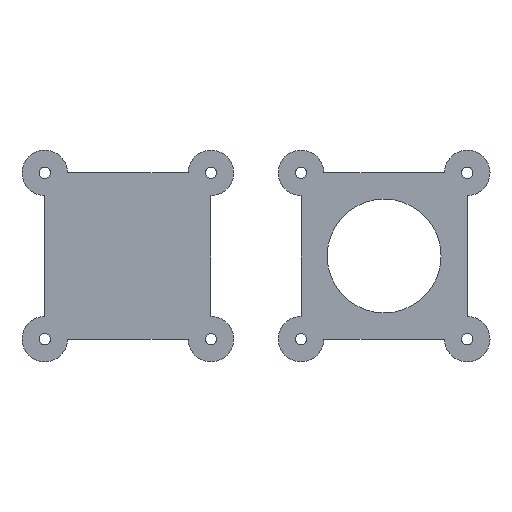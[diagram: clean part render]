
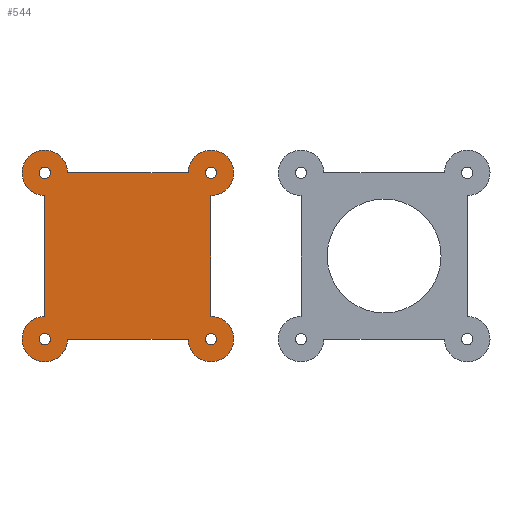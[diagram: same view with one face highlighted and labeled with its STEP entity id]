
A CAD part, top view. The second image highlights one B-rep face of the part: STEP entity #544.
In plain terms, the highlighted planar face has unit normal (0, 0, 1).
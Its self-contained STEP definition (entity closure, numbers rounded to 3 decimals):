
#38=FACE_BOUND('',#99,.T.);
#39=FACE_BOUND('',#100,.T.);
#40=FACE_BOUND('',#101,.T.);
#41=FACE_BOUND('',#102,.T.);
#65=FACE_OUTER_BOUND('',#98,.T.);
#98=EDGE_LOOP('',(#429,#430,#431,#432,#433,#434,#435,#436));
#99=EDGE_LOOP('',(#437));
#100=EDGE_LOOP('',(#438));
#101=EDGE_LOOP('',(#439));
#102=EDGE_LOOP('',(#440));
#133=LINE('',#837,#174);
#137=LINE('',#846,#178);
#140=LINE('',#854,#181);
#147=LINE('',#880,#188);
#174=VECTOR('',#665,10.);
#178=VECTOR('',#675,10.);
#181=VECTOR('',#684,10.);
#188=VECTOR('',#717,10.);
#218=CIRCLE('',#586,4.);
#219=CIRCLE('',#589,4.);
#220=CIRCLE('',#592,4.);
#221=CIRCLE('',#594,1.);
#222=CIRCLE('',#596,1.);
#223=CIRCLE('',#598,1.);
#224=CIRCLE('',#600,1.);
#225=CIRCLE('',#602,4.);
#256=VERTEX_POINT('',#834);
#257=VERTEX_POINT('',#836);
#258=VERTEX_POINT('',#840);
#259=VERTEX_POINT('',#844);
#260=VERTEX_POINT('',#848);
#261=VERTEX_POINT('',#852);
#262=VERTEX_POINT('',#856);
#263=VERTEX_POINT('',#860);
#264=VERTEX_POINT('',#864);
#265=VERTEX_POINT('',#868);
#266=VERTEX_POINT('',#872);
#267=VERTEX_POINT('',#876);
#307=EDGE_CURVE('',#257,#256,#133,.T.);
#310=EDGE_CURVE('',#256,#258,#218,.T.);
#312=EDGE_CURVE('',#258,#259,#137,.T.);
#314=EDGE_CURVE('',#259,#260,#219,.T.);
#316=EDGE_CURVE('',#260,#261,#140,.T.);
#318=EDGE_CURVE('',#261,#262,#220,.T.);
#320=EDGE_CURVE('',#263,#263,#221,.T.);
#322=EDGE_CURVE('',#264,#264,#222,.T.);
#324=EDGE_CURVE('',#265,#265,#223,.T.);
#326=EDGE_CURVE('',#266,#266,#224,.T.);
#327=EDGE_CURVE('',#267,#257,#225,.T.);
#329=EDGE_CURVE('',#262,#267,#147,.T.);
#429=ORIENTED_EDGE('',*,*,#318,.T.);
#430=ORIENTED_EDGE('',*,*,#329,.T.);
#431=ORIENTED_EDGE('',*,*,#327,.T.);
#432=ORIENTED_EDGE('',*,*,#307,.T.);
#433=ORIENTED_EDGE('',*,*,#310,.T.);
#434=ORIENTED_EDGE('',*,*,#312,.T.);
#435=ORIENTED_EDGE('',*,*,#314,.T.);
#436=ORIENTED_EDGE('',*,*,#316,.T.);
#437=ORIENTED_EDGE('',*,*,#320,.T.);
#438=ORIENTED_EDGE('',*,*,#322,.T.);
#439=ORIENTED_EDGE('',*,*,#324,.T.);
#440=ORIENTED_EDGE('',*,*,#326,.T.);
#524=PLANE('',#604);
#544=ADVANCED_FACE('',(#65,#38,#39,#40,#41),#524,.T.);
#586=AXIS2_PLACEMENT_3D('',#842,#670,#671);
#589=AXIS2_PLACEMENT_3D('',#850,#679,#680);
#592=AXIS2_PLACEMENT_3D('',#858,#688,#689);
#594=AXIS2_PLACEMENT_3D('',#862,#693,#694);
#596=AXIS2_PLACEMENT_3D('',#866,#698,#699);
#598=AXIS2_PLACEMENT_3D('',#870,#703,#704);
#600=AXIS2_PLACEMENT_3D('',#874,#708,#709);
#602=AXIS2_PLACEMENT_3D('',#877,#712,#713);
#604=AXIS2_PLACEMENT_3D('',#881,#718,#719);
#665=DIRECTION('',(0.,1.,0.));
#670=DIRECTION('center_axis',(0.,0.,1.));
#671=DIRECTION('ref_axis',(1.,0.,0.));
#675=DIRECTION('',(-1.,0.,0.));
#679=DIRECTION('center_axis',(0.,0.,1.));
#680=DIRECTION('ref_axis',(1.,0.,0.));
#684=DIRECTION('',(0.,-1.,0.));
#688=DIRECTION('center_axis',(0.,0.,1.));
#689=DIRECTION('ref_axis',(1.,0.,0.));
#693=DIRECTION('center_axis',(0.,0.,-1.));
#694=DIRECTION('ref_axis',(-1.,0.,0.));
#698=DIRECTION('center_axis',(0.,0.,-1.));
#699=DIRECTION('ref_axis',(-1.,0.,0.));
#703=DIRECTION('center_axis',(0.,0.,-1.));
#704=DIRECTION('ref_axis',(-1.,0.,0.));
#708=DIRECTION('center_axis',(0.,0.,-1.));
#709=DIRECTION('ref_axis',(-1.,0.,0.));
#712=DIRECTION('center_axis',(0.,0.,1.));
#713=DIRECTION('ref_axis',(1.,0.,0.));
#717=DIRECTION('',(1.,0.,0.));
#718=DIRECTION('center_axis',(0.,0.,1.));
#719=DIRECTION('ref_axis',(1.,0.,0.));
#834=CARTESIAN_POINT('',(29.186,25.186,4.));
#836=CARTESIAN_POINT('',(29.186,4.,4.));
#837=CARTESIAN_POINT('',(29.186,0.,4.));
#840=CARTESIAN_POINT('',(25.186,29.186,4.));
#842=CARTESIAN_POINT('Origin',(29.186,29.186,4.));
#844=CARTESIAN_POINT('',(4.,29.186,4.));
#846=CARTESIAN_POINT('',(29.186,29.186,4.));
#848=CARTESIAN_POINT('',(0.,25.186,4.));
#850=CARTESIAN_POINT('Origin',(0.,29.186,4.));
#852=CARTESIAN_POINT('',(0.,4.,4.));
#854=CARTESIAN_POINT('',(0.,29.186,4.));
#856=CARTESIAN_POINT('',(4.,0.,4.));
#858=CARTESIAN_POINT('Origin',(0.,0.,4.));
#860=CARTESIAN_POINT('',(30.186,0.,4.));
#862=CARTESIAN_POINT('Origin',(29.186,0.,4.));
#864=CARTESIAN_POINT('',(30.186,29.186,4.));
#866=CARTESIAN_POINT('Origin',(29.186,29.186,4.));
#868=CARTESIAN_POINT('',(1.,29.186,4.));
#870=CARTESIAN_POINT('Origin',(0.,29.186,4.));
#872=CARTESIAN_POINT('',(1.,0.,4.));
#874=CARTESIAN_POINT('Origin',(0.,0.,4.));
#876=CARTESIAN_POINT('',(25.186,0.,4.));
#877=CARTESIAN_POINT('Origin',(29.186,0.,4.));
#880=CARTESIAN_POINT('',(0.,0.,4.));
#881=CARTESIAN_POINT('Origin',(14.593,14.593,4.));
